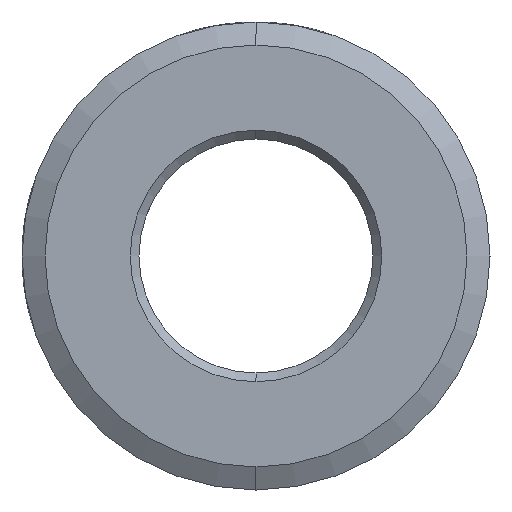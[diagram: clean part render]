
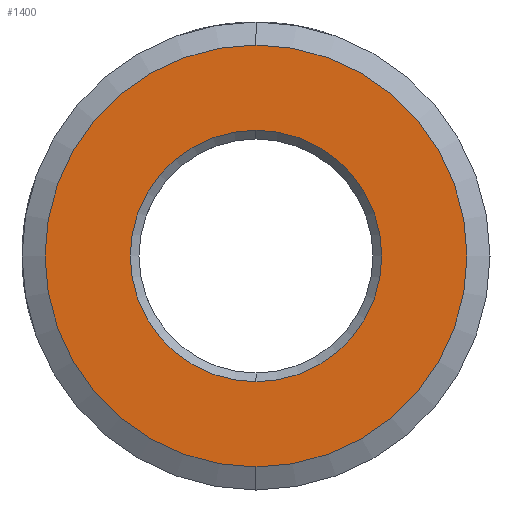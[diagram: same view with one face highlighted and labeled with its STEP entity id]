
A CAD part, left-side view. The second image highlights one B-rep face of the part: STEP entity #1400.
In plain terms, the highlighted planar face has unit normal (-1, 0, 0).
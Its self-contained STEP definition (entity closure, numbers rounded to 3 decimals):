
#410 = DIRECTION ( 'NONE',  ( 0., 0., 1. ) ) ;
#496 = VERTEX_POINT ( 'NONE', #652 ) ;
#652 = CARTESIAN_POINT ( 'NONE',  ( 0., 0., -7.213 ) ) ;
#666 = ORIENTED_EDGE ( 'NONE', *, *, #7143, .T. ) ;
#1227 = PLANE ( 'NONE',  #7031 ) ;
#1400 = ADVANCED_FACE ( 'NONE', ( #5025, #3444 ), #1227, .T. ) ;
#1528 = DIRECTION ( 'NONE',  ( -1., 0., 0. ) ) ;
#1583 = DIRECTION ( 'NONE',  ( 0., 0., 1. ) ) ;
#1775 = VERTEX_POINT ( 'NONE', #2468 ) ;
#1908 = EDGE_LOOP ( 'NONE', ( #2896, #3837 ) ) ;
#2060 = AXIS2_PLACEMENT_3D ( 'NONE', #5540, #3712, #3743 ) ;
#2243 = ORIENTED_EDGE ( 'NONE', *, *, #4786, .T. ) ;
#2312 = VERTEX_POINT ( 'NONE', #4758 ) ;
#2421 = DIRECTION ( 'NONE',  ( 1., 0., 0. ) ) ;
#2468 = CARTESIAN_POINT ( 'NONE',  ( 0., 0., 4.3 ) ) ;
#2896 = ORIENTED_EDGE ( 'NONE', *, *, #6775, .T. ) ;
#3080 = CARTESIAN_POINT ( 'NONE',  ( 0., 0., 0. ) ) ;
#3101 = EDGE_LOOP ( 'NONE', ( #2243, #666 ) ) ;
#3444 = FACE_OUTER_BOUND ( 'NONE', #1908, .T. ) ;
#3452 = CARTESIAN_POINT ( 'NONE',  ( 0., 0., 0. ) ) ;
#3617 = EDGE_CURVE ( 'NONE', #6243, #496, #5770, .T. ) ;
#3712 = DIRECTION ( 'NONE',  ( 1., 0., 0. ) ) ;
#3743 = DIRECTION ( 'NONE',  ( 0., 0., 1. ) ) ;
#3760 = CIRCLE ( 'NONE', #6257, 4.3 ) ;
#3837 = ORIENTED_EDGE ( 'NONE', *, *, #3617, .T. ) ;
#3854 = AXIS2_PLACEMENT_3D ( 'NONE', #4635, #5754, #410 ) ;
#3994 = CARTESIAN_POINT ( 'NONE',  ( 0., 0., 0. ) ) ;
#4635 = CARTESIAN_POINT ( 'NONE',  ( 0., 0., 0. ) ) ;
#4689 = AXIS2_PLACEMENT_3D ( 'NONE', #3994, #1528, #1583 ) ;
#4758 = CARTESIAN_POINT ( 'NONE',  ( 0., 0., -4.3 ) ) ;
#4786 = EDGE_CURVE ( 'NONE', #1775, #2312, #5943, .T. ) ;
#5025 = FACE_BOUND ( 'NONE', #3101, .T. ) ;
#5388 = CARTESIAN_POINT ( 'NONE',  ( 0., 0., 7.213 ) ) ;
#5540 = CARTESIAN_POINT ( 'NONE',  ( 0., 0., 0. ) ) ;
#5709 = DIRECTION ( 'NONE',  ( 0., 0., 1. ) ) ;
#5754 = DIRECTION ( 'NONE',  ( -1., 0., 0. ) ) ;
#5770 = CIRCLE ( 'NONE', #4689, 7.213 ) ;
#5943 = CIRCLE ( 'NONE', #2060, 4.3 ) ;
#6019 = CIRCLE ( 'NONE', #3854, 7.213 ) ;
#6243 = VERTEX_POINT ( 'NONE', #5388 ) ;
#6257 = AXIS2_PLACEMENT_3D ( 'NONE', #3452, #2421, #5709 ) ;
#6656 = DIRECTION ( 'NONE',  ( -1., 0., 0. ) ) ;
#6775 = EDGE_CURVE ( 'NONE', #496, #6243, #6019, .T. ) ;
#7031 = AXIS2_PLACEMENT_3D ( 'NONE', #3080, #6656, #7818 ) ;
#7143 = EDGE_CURVE ( 'NONE', #2312, #1775, #3760, .T. ) ;
#7818 = DIRECTION ( 'NONE',  ( 0., 0., 1. ) ) ;
